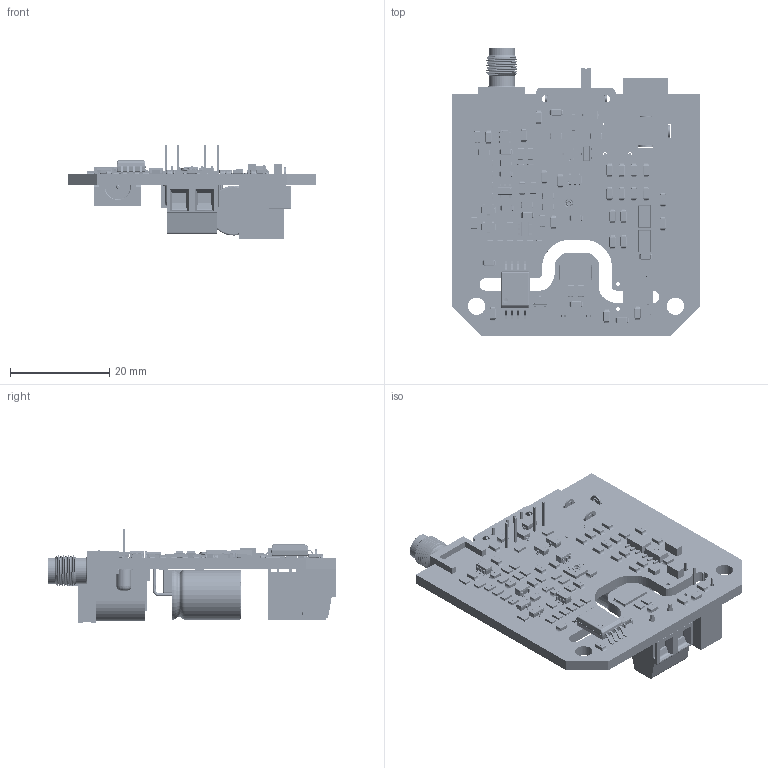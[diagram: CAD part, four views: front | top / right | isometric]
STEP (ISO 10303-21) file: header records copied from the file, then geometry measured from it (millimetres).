
FILE_DESCRIPTION(('Open CASCADE Model'),'2;1');
FILE_NAME('Open CASCADE Shape Model','2024-12-28T13:11:25',('Author'),( 'Open CASCADE'),'Open CASCADE STEP processor 6.8','Open CASCADE 6.8' ,'Unknown');
FILE_SCHEMA(('AUTOMOTIVE_DESIGN { 1 0 10303 214 1 1 1 1 }'));
Length unit declared in the file: millimetre
Products named in the file (132): PCB; Board; C7; Electrolytic_Aluminium_Capacitor-A750MV108M1EAAE014-RA_2_v1; U9; SOT23-5_D; U8; C41; User_Library-0805_Cap; C40; C39; C38; C22; U6; sot89-3_p1-5_l4-5_w2-5; Open CASCADE STEP translator 6.8 2.10.1.1; Open CASCADE STEP translator 6.8 2.10.1.2; U1; C37; C36; C35; C34; C33; C32; C31; C29; C30; R31; 0805_Resistor_v11; R30; R24; C23; D6; SOT23-3; R6; R10; C21; C1; C2; C4 ...
Assembly tree (211 placements, depth 5):
  PCB
    Board
    C7
      Electrolytic_Aluminium_Capacitor-A750MV108M1EAAE014-RA_2_v1
    U9
      SOT23-5_D
    U8
      SOT23-5_D
    C41
      User_Library-0805_Cap
    C40
      User_Library-0805_Cap
    C39
      User_Library-0805_Cap
    C38
      User_Library-0805_Cap
    C22
      User_Library-0805_Cap
    U6
      sot89-3_p1-5_l4-5_w2-5
        Open CASCADE STEP translator 6.8 2.10.1.1
        Open CASCADE STEP translator 6.8 2.10.1.2
    U1
      sot89-3_p1-5_l4-5_w2-5
        Open CASCADE STEP translator 6.8 2.10.1.1
        Open CASCADE STEP translator 6.8 2.10.1.2
    C37
      User_Library-0805_Cap
    C36
      User_Library-0805_Cap
    C35
      User_Library-0805_Cap
    C34
      User_Library-0805_Cap
    C33
      User_Library-0805_Cap
    C32
      User_Library-0805_Cap
    C31
      User_Library-0805_Cap
    C29
      User_Library-0805_Cap
    C30
      User_Library-0805_Cap
    R31
      0805_Resistor_v11
    R30
      0805_Resistor_v11
    R24
      0805_Resistor_v11
    C23
      User_Library-0805_Cap
    D6
      SOT23-3
    R6
      0805_Resistor_v11
    R10
      0805_Resistor_v11
    C21
      User_Library-0805_Cap
Bounding box: 50 x 58.06 x 19.04 mm (x, y, z)
Volume: 9556.8 mm3; surface area: 11258.2 mm2
Topology: 482 solids, 482 shells, 14794 faces, 38785 edges, 24988 vertices
Faces by surface type: bspline 7585, plane 5961, cylinder 1138, sphere 48, cone 33, torus 25, revolution 4
Full cylindrical faces by diameter (mm): 0.6 x4, 0.635 x1, 0.65 x4, 0.75 x2, 0.762 x2, 0.8 x4, 1 x2, 1.27 x2, 1.5 x3, 1.6 x1, 3.5 x2, 10 x2
Entity records: 72719 total; most frequent: CARTESIAN_POINT 19323, ORIENTED_EDGE 10370, DIRECTION 8876, EDGE_CURVE 5185, LINE 3806, VECTOR 3806, VERTEX_POINT 3369, AXIS2_PLACEMENT_3D 2534
